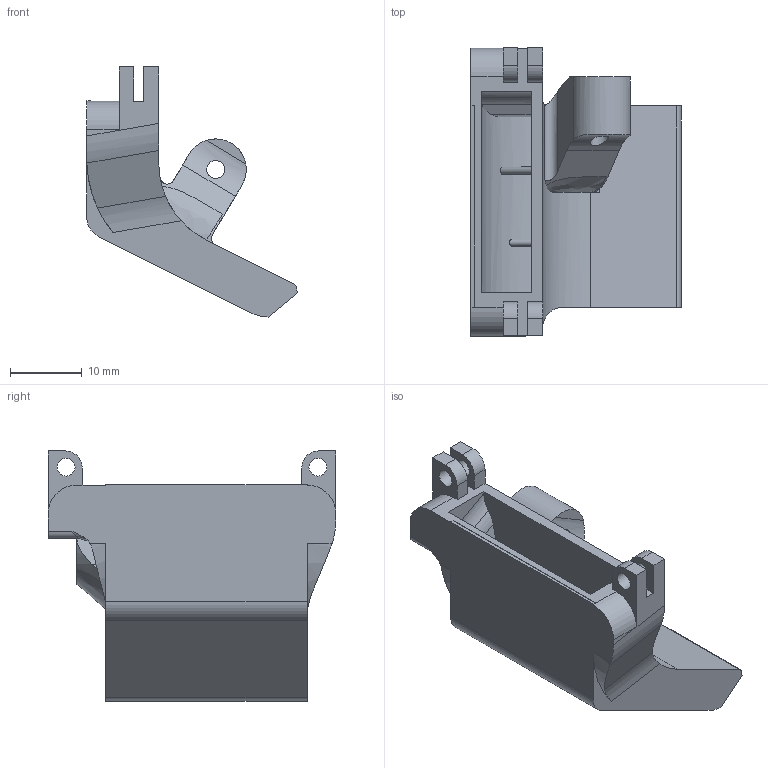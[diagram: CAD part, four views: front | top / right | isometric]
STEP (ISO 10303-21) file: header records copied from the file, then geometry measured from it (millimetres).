
FILE_DESCRIPTION(/* description */ (''),/* implementation_level */ '2;1');
FILE_NAME(/* name */ 'V6 PCF Duct.step',/* time_stamp */ '2019-07-31T12:57:47+01:00',/* author */ (''),/* organization */ (''),/* preprocessor_version */ 'ST-DEVELOPER v18',/* originating_system */ 'Autodesk Translation Framework v8.2.0.1029',/* authorisation */ '');
FILE_SCHEMA (('AUTOMOTIVE_DESIGN { 1 0 10303 214 3 1 1 }'));
Length unit declared in the file: millimetre
Products named in the file (2): V6 PCF Duct; V6 PCF Duct_1
Assembly tree (1 placements, depth 2):
  V6 PCF Duct
    V6 PCF Duct_1
Bounding box: 29.23 x 40 x 34.75 mm (x, y, z)
Volume: 6285 mm3; surface area: 6974.5 mm2
Topology: 1 solids, 1 shells, 114 faces, 344 edges, 228 vertices
Faces by surface type: plane 59, cylinder 49, bspline 4, cone 2
Full cylindrical faces by diameter (mm): 2.5 x5
Entity records: 4355 total; most frequent: CARTESIAN_POINT 1195, ORIENTED_EDGE 688, DIRECTION 615, EDGE_CURVE 344, VERTEX_POINT 228, AXIS2_PLACEMENT_3D 208, LINE 199, VECTOR 199
